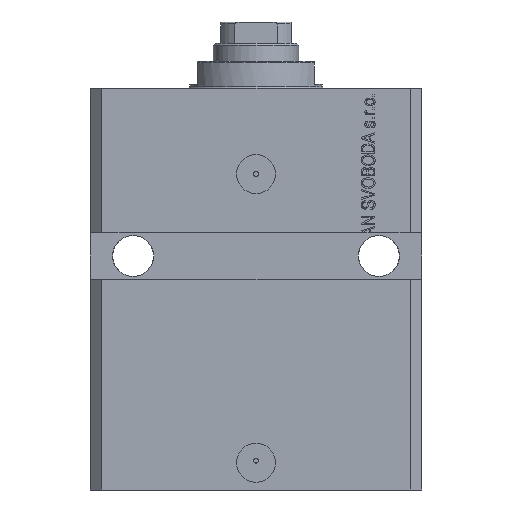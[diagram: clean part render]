
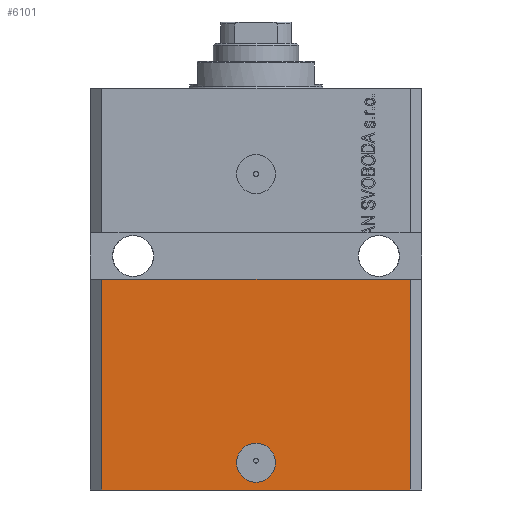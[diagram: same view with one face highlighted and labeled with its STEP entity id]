
A CAD part, front view. The second image highlights one B-rep face of the part: STEP entity #6101.
In plain terms, the highlighted planar face has unit normal (0, -1, 0).
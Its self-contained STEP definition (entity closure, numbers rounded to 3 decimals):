
#1166 = CARTESIAN_POINT ( 'NONE',  ( 39.5, -31.5, -103. ) ) ;
#2669 = EDGE_CURVE ( 'NONE', #46237, #33997, #18260, .T. ) ;
#5236 = FACE_OUTER_BOUND ( 'NONE', #10943, .T. ) ;
#6101 = ADVANCED_FACE ( 'NONE', ( #35299, #5236 ), #41566, .T. ) ;
#7181 = VECTOR ( 'NONE', #20268, 1000. ) ;
#8238 = VECTOR ( 'NONE', #33897, 1000. ) ;
#8710 = AXIS2_PLACEMENT_3D ( 'NONE', #35253, #39335, #28486 ) ;
#9597 = CARTESIAN_POINT ( 'NONE',  ( -5., -31.5, -96. ) ) ;
#10203 = CARTESIAN_POINT ( 'NONE',  ( 0., -31.5, -96. ) ) ;
#10472 = CARTESIAN_POINT ( 'NONE',  ( -42.5, -31.5, -49. ) ) ;
#10933 = VERTEX_POINT ( 'NONE', #15867 ) ;
#10943 = EDGE_LOOP ( 'NONE', ( #27112, #20204, #38196, #23109 ) ) ;
#11021 = CARTESIAN_POINT ( 'NONE',  ( -39.5, -31.5, -49. ) ) ;
#11194 = LINE ( 'NONE', #10472, #13300 ) ;
#13151 = VERTEX_POINT ( 'NONE', #9597 ) ;
#13300 = VECTOR ( 'NONE', #37171, 1000. ) ;
#13313 = AXIS2_PLACEMENT_3D ( 'NONE', #10203, #24868, #31389 ) ;
#15867 = CARTESIAN_POINT ( 'NONE',  ( 5., -31.5, -96. ) ) ;
#16450 = EDGE_CURVE ( 'NONE', #33997, #18257, #33433, .T. ) ;
#16811 = DIRECTION ( 'NONE',  ( 0., 0., 1. ) ) ;
#18245 = EDGE_LOOP ( 'NONE', ( #35662, #29495 ) ) ;
#18257 = VERTEX_POINT ( 'NONE', #20211 ) ;
#18260 = LINE ( 'NONE', #32058, #7181 ) ;
#18760 = VECTOR ( 'NONE', #16811, 1000. ) ;
#20204 = ORIENTED_EDGE ( 'NONE', *, *, #37006, .F. ) ;
#20211 = CARTESIAN_POINT ( 'NONE',  ( 39.5, -31.5, -49. ) ) ;
#20268 = DIRECTION ( 'NONE',  ( 1., 0., 0. ) ) ;
#23109 = ORIENTED_EDGE ( 'NONE', *, *, #16450, .T. ) ;
#23202 = CARTESIAN_POINT ( 'NONE',  ( -39.5, -31.5, -103. ) ) ;
#24868 = DIRECTION ( 'NONE',  ( 0., -1., 0. ) ) ;
#27112 = ORIENTED_EDGE ( 'NONE', *, *, #34870, .F. ) ;
#27819 = DIRECTION ( 'NONE',  ( 0., -1., 0. ) ) ;
#28486 = DIRECTION ( 'NONE',  ( 1., 0., 0. ) ) ;
#29495 = ORIENTED_EDGE ( 'NONE', *, *, #46417, .F. ) ;
#29615 = AXIS2_PLACEMENT_3D ( 'NONE', #34585, #27819, #45672 ) ;
#30935 = CARTESIAN_POINT ( 'NONE',  ( 39.5, -31.5, -103. ) ) ;
#31389 = DIRECTION ( 'NONE',  ( 1., 0., 0. ) ) ;
#32058 = CARTESIAN_POINT ( 'NONE',  ( -39.5, -31.5, -103. ) ) ;
#33433 = LINE ( 'NONE', #1166, #8238 ) ;
#33897 = DIRECTION ( 'NONE',  ( 0., 0., 1. ) ) ;
#33997 = VERTEX_POINT ( 'NONE', #30935 ) ;
#34102 = CIRCLE ( 'NONE', #13313, 5. ) ;
#34585 = CARTESIAN_POINT ( 'NONE',  ( -39.5, -31.5, -103. ) ) ;
#34870 = EDGE_CURVE ( 'NONE', #37205, #18257, #11194, .T. ) ;
#35253 = CARTESIAN_POINT ( 'NONE',  ( 0., -31.5, -96. ) ) ;
#35299 = FACE_BOUND ( 'NONE', #18245, .T. ) ;
#35662 = ORIENTED_EDGE ( 'NONE', *, *, #46358, .F. ) ;
#37006 = EDGE_CURVE ( 'NONE', #46237, #37205, #39201, .T. ) ;
#37171 = DIRECTION ( 'NONE',  ( 1., 0., 0. ) ) ;
#37205 = VERTEX_POINT ( 'NONE', #11021 ) ;
#38196 = ORIENTED_EDGE ( 'NONE', *, *, #2669, .T. ) ;
#38475 = CARTESIAN_POINT ( 'NONE',  ( -39.5, -31.5, -103. ) ) ;
#39201 = LINE ( 'NONE', #38475, #18760 ) ;
#39335 = DIRECTION ( 'NONE',  ( 0., -1., 0. ) ) ;
#41566 = PLANE ( 'NONE',  #29615 ) ;
#45672 = DIRECTION ( 'NONE',  ( 0., 0., -1. ) ) ;
#46237 = VERTEX_POINT ( 'NONE', #23202 ) ;
#46358 = EDGE_CURVE ( 'NONE', #10933, #13151, #46381, .T. ) ;
#46381 = CIRCLE ( 'NONE', #8710, 5. ) ;
#46417 = EDGE_CURVE ( 'NONE', #13151, #10933, #34102, .T. ) ;
